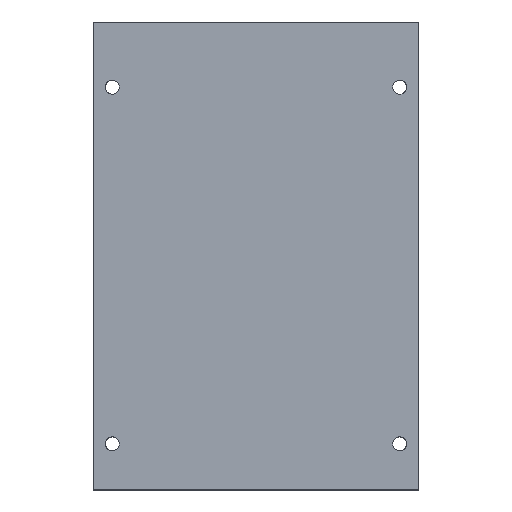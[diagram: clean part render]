
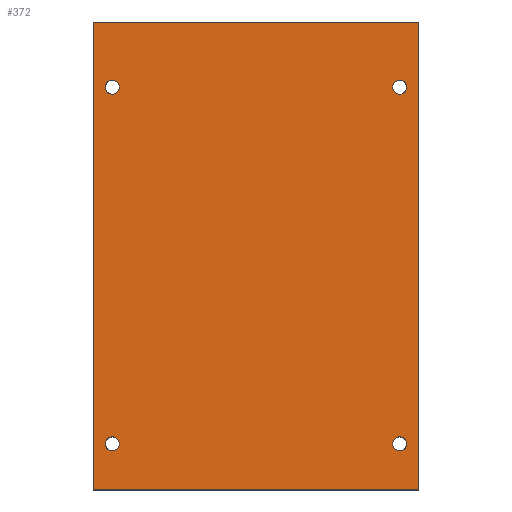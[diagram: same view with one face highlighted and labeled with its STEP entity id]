
A CAD part, top view. The second image highlights one B-rep face of the part: STEP entity #372.
In plain terms, the highlighted planar face has unit normal (0, 0, 1).
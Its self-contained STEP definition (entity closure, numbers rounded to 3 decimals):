
#25=PLANE('',#430);
#33=FACE_BOUND('',#78,.T.);
#34=FACE_BOUND('',#79,.T.);
#35=FACE_BOUND('',#80,.T.);
#36=FACE_BOUND('',#81,.T.);
#55=FACE_OUTER_BOUND('',#77,.T.);
#77=EDGE_LOOP('',(#334,#335,#336,#337));
#78=EDGE_LOOP('',(#338));
#79=EDGE_LOOP('',(#339));
#80=EDGE_LOOP('',(#340));
#81=EDGE_LOOP('',(#341));
#107=LINE('',#606,#131);
#116=LINE('',#640,#140);
#119=LINE('',#646,#143);
#122=LINE('',#650,#146);
#131=VECTOR('',#495,10.);
#140=VECTOR('',#532,10.);
#143=VECTOR('',#537,10.);
#146=VECTOR('',#542,10.);
#149=CIRCLE('',#402,1.5);
#156=CIRCLE('',#419,1.5);
#158=CIRCLE('',#422,1.5);
#160=CIRCLE('',#425,1.5);
#172=VERTEX_POINT('',#576);
#182=VERTEX_POINT('',#603);
#183=VERTEX_POINT('',#605);
#187=VERTEX_POINT('',#617);
#189=VERTEX_POINT('',#623);
#191=VERTEX_POINT('',#630);
#194=VERTEX_POINT('',#639);
#196=VERTEX_POINT('',#645);
#209=EDGE_CURVE('',#172,#172,#149,.T.);
#223=EDGE_CURVE('',#183,#182,#107,.T.);
#229=EDGE_CURVE('',#187,#187,#156,.T.);
#232=EDGE_CURVE('',#189,#189,#158,.T.);
#236=EDGE_CURVE('',#191,#191,#160,.T.);
#241=EDGE_CURVE('',#194,#183,#116,.T.);
#244=EDGE_CURVE('',#196,#194,#119,.T.);
#247=EDGE_CURVE('',#182,#196,#122,.T.);
#334=ORIENTED_EDGE('',*,*,#223,.T.);
#335=ORIENTED_EDGE('',*,*,#247,.T.);
#336=ORIENTED_EDGE('',*,*,#244,.T.);
#337=ORIENTED_EDGE('',*,*,#241,.T.);
#338=ORIENTED_EDGE('',*,*,#229,.T.);
#339=ORIENTED_EDGE('',*,*,#232,.T.);
#340=ORIENTED_EDGE('',*,*,#209,.T.);
#341=ORIENTED_EDGE('',*,*,#236,.T.);
#372=ADVANCED_FACE('',(#55,#33,#34,#35,#36),#25,.T.);
#402=AXIS2_PLACEMENT_3D('',#577,#465,#466);
#419=AXIS2_PLACEMENT_3D('',#618,#508,#509);
#422=AXIS2_PLACEMENT_3D('',#624,#515,#516);
#425=AXIS2_PLACEMENT_3D('',#631,#523,#524);
#430=AXIS2_PLACEMENT_3D('',#651,#543,#544);
#465=DIRECTION('center_axis',(0.,0.,-1.));
#466=DIRECTION('ref_axis',(-1.,0.,0.));
#495=DIRECTION('',(0.,-1.,0.));
#508=DIRECTION('center_axis',(0.,0.,-1.));
#509=DIRECTION('ref_axis',(-1.,0.,0.));
#515=DIRECTION('center_axis',(0.,0.,-1.));
#516=DIRECTION('ref_axis',(-1.,0.,0.));
#523=DIRECTION('center_axis',(0.,0.,-1.));
#524=DIRECTION('ref_axis',(-1.,0.,0.));
#532=DIRECTION('',(-1.,0.,0.));
#537=DIRECTION('',(0.,1.,0.));
#542=DIRECTION('',(1.,0.,0.));
#543=DIRECTION('center_axis',(0.,0.,1.));
#544=DIRECTION('ref_axis',(1.,0.,0.));
#576=CARTESIAN_POINT('',(5.57,86.5,7.));
#577=CARTESIAN_POINT('Origin',(4.07,86.5,7.));
#603=CARTESIAN_POINT('',(0.,0.,7.));
#605=CARTESIAN_POINT('',(0.,100.5,7.));
#606=CARTESIAN_POINT('',(0.,100.5,7.));
#617=CARTESIAN_POINT('',(5.57,9.9,7.));
#618=CARTESIAN_POINT('Origin',(4.07,9.9,7.));
#623=CARTESIAN_POINT('',(67.28,9.9,7.));
#624=CARTESIAN_POINT('Origin',(65.78,9.9,7.));
#630=CARTESIAN_POINT('',(67.28,86.5,7.));
#631=CARTESIAN_POINT('Origin',(65.78,86.5,7.));
#639=CARTESIAN_POINT('',(69.85,100.5,7.));
#640=CARTESIAN_POINT('',(69.85,100.5,7.));
#645=CARTESIAN_POINT('',(69.85,0.,7.));
#646=CARTESIAN_POINT('',(69.85,0.,7.));
#650=CARTESIAN_POINT('',(0.,0.,7.));
#651=CARTESIAN_POINT('Origin',(34.925,50.25,7.));
